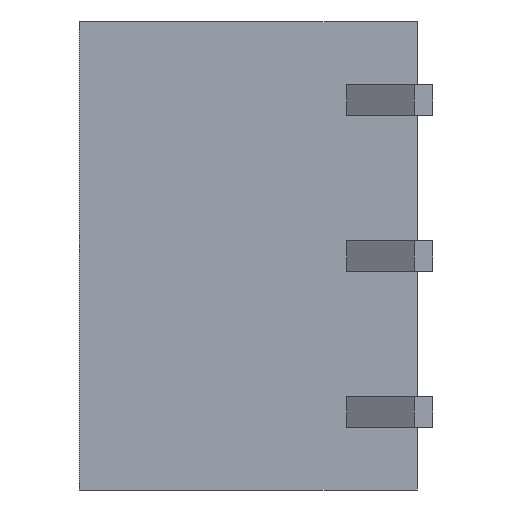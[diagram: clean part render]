
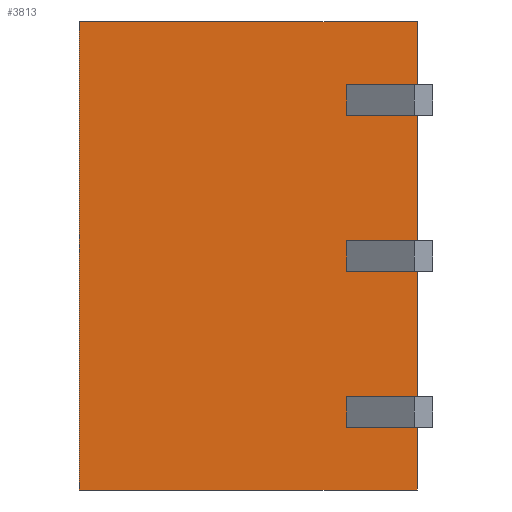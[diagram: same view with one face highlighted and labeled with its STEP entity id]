
A CAD part, left-side view. The second image highlights one B-rep face of the part: STEP entity #3813.
In plain terms, the highlighted planar face has unit normal (-1, 0, 0).
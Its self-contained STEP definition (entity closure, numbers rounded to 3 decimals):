
#25 = LINE ( 'NONE', #1085, #4176 ) ;
#37 = VERTEX_POINT ( 'NONE', #2304 ) ;
#65 = VECTOR ( 'NONE', #2471, 1000. ) ;
#76 = LINE ( 'NONE', #4711, #2231 ) ;
#103 = EDGE_CURVE ( 'NONE', #3810, #4872, #2980, .T. ) ;
#105 = CARTESIAN_POINT ( 'NONE',  ( -3.3, 5.5, -3.81 ) ) ;
#150 = ORIENTED_EDGE ( 'NONE', *, *, #3071, .F. ) ;
#181 = DIRECTION ( 'NONE',  ( 0., 0., 1. ) ) ;
#235 = EDGE_CURVE ( 'NONE', #4885, #3054, #2845, .T. ) ;
#242 = CARTESIAN_POINT ( 'NONE',  ( -3.3, 5.5, -3.81 ) ) ;
#255 = VECTOR ( 'NONE', #4123, 1000. ) ;
#289 = CARTESIAN_POINT ( 'NONE',  ( -3.3, 0.85, -3.81 ) ) ;
#300 = ORIENTED_EDGE ( 'NONE', *, *, #3006, .F. ) ;
#329 = ORIENTED_EDGE ( 'NONE', *, *, #463, .F. ) ;
#463 = EDGE_CURVE ( 'NONE', #3230, #2761, #5166, .T. ) ;
#471 = CARTESIAN_POINT ( 'NONE',  ( -3.3, 1.15, -3.81 ) ) ;
#499 = LINE ( 'NONE', #2773, #4088 ) ;
#508 = VERTEX_POINT ( 'NONE', #997 ) ;
#525 = VERTEX_POINT ( 'NONE', #4538 ) ;
#586 = VERTEX_POINT ( 'NONE', #2465 ) ;
#602 = EDGE_LOOP ( 'NONE', ( #4735, #662, #3923, #2589 ) ) ;
#635 = LINE ( 'NONE', #242, #3039 ) ;
#662 = ORIENTED_EDGE ( 'NONE', *, *, #2270, .F. ) ;
#694 = LINE ( 'NONE', #4534, #818 ) ;
#699 = LINE ( 'NONE', #3338, #255 ) ;
#778 = VECTOR ( 'NONE', #2309, 1000. ) ;
#785 = ORIENTED_EDGE ( 'NONE', *, *, #4806, .T. ) ;
#818 = VECTOR ( 'NONE', #1763, 1000. ) ;
#836 = ORIENTED_EDGE ( 'NONE', *, *, #1330, .F. ) ;
#991 = CARTESIAN_POINT ( 'NONE',  ( -3.3, 1.15, -2.79 ) ) ;
#997 = CARTESIAN_POINT ( 'NONE',  ( -3.3, 1.15, -0.25 ) ) ;
#1033 = LINE ( 'NONE', #4428, #4488 ) ;
#1068 = LINE ( 'NONE', #4118, #3968 ) ;
#1085 = CARTESIAN_POINT ( 'NONE',  ( -3.3, 1.15, -3.81 ) ) ;
#1135 = CARTESIAN_POINT ( 'NONE',  ( -3.3, 0., -3.81 ) ) ;
#1148 = VECTOR ( 'NONE', #2759, 1000. ) ;
#1229 = ORIENTED_EDGE ( 'NONE', *, *, #235, .F. ) ;
#1330 = EDGE_CURVE ( 'NONE', #4110, #2871, #635, .T. ) ;
#1429 = VERTEX_POINT ( 'NONE', #5152 ) ;
#1469 = VECTOR ( 'NONE', #1974, 1000. ) ;
#1476 = LINE ( 'NONE', #3520, #1148 ) ;
#1499 = CARTESIAN_POINT ( 'NONE',  ( -3.3, 5.5, 2.79 ) ) ;
#1531 = LINE ( 'NONE', #289, #1469 ) ;
#1763 = DIRECTION ( 'NONE',  ( 0., -1., 0. ) ) ;
#1827 = VERTEX_POINT ( 'NONE', #2874 ) ;
#1844 = VECTOR ( 'NONE', #4667, 1000. ) ;
#1960 = EDGE_CURVE ( 'NONE', #508, #1429, #499, .T. ) ;
#1974 = DIRECTION ( 'NONE',  ( 0., 0., 1. ) ) ;
#2021 = CARTESIAN_POINT ( 'NONE',  ( -3.3, 5.5, -3.81 ) ) ;
#2052 = EDGE_LOOP ( 'NONE', ( #150, #4073, #2362, #4665 ) ) ;
#2081 = DIRECTION ( 'NONE',  ( 0., 0., 1. ) ) ;
#2109 = DIRECTION ( 'NONE',  ( 1., 0., 0. ) ) ;
#2125 = LINE ( 'NONE', #4206, #4184 ) ;
#2231 = VECTOR ( 'NONE', #2370, 1000. ) ;
#2261 = ORIENTED_EDGE ( 'NONE', *, *, #3612, .F. ) ;
#2270 = EDGE_CURVE ( 'NONE', #4872, #508, #4212, .T. ) ;
#2272 = CARTESIAN_POINT ( 'NONE',  ( -3.3, 0.85, 2.79 ) ) ;
#2304 = CARTESIAN_POINT ( 'NONE',  ( -3.3, 0.85, -2.79 ) ) ;
#2309 = DIRECTION ( 'NONE',  ( 0., 1., 0. ) ) ;
#2362 = ORIENTED_EDGE ( 'NONE', *, *, #2508, .F. ) ;
#2370 = DIRECTION ( 'NONE',  ( 0., 0., 1. ) ) ;
#2465 = CARTESIAN_POINT ( 'NONE',  ( -3.3, 5.5, 3.81 ) ) ;
#2471 = DIRECTION ( 'NONE',  ( 0., 0., -1. ) ) ;
#2508 = EDGE_CURVE ( 'NONE', #4736, #1827, #3096, .T. ) ;
#2513 = CARTESIAN_POINT ( 'NONE',  ( -3.3, 1.15, 2.29 ) ) ;
#2520 = CARTESIAN_POINT ( 'NONE',  ( -3.3, 0.85, 0.25 ) ) ;
#2539 = VERTEX_POINT ( 'NONE', #991 ) ;
#2589 = ORIENTED_EDGE ( 'NONE', *, *, #4602, .F. ) ;
#2607 = VECTOR ( 'NONE', #4562, 1000. ) ;
#2620 = EDGE_CURVE ( 'NONE', #2871, #586, #76, .T. ) ;
#2753 = DIRECTION ( 'NONE',  ( 0., 1., 0. ) ) ;
#2759 = DIRECTION ( 'NONE',  ( 0., 0., -1. ) ) ;
#2761 = VERTEX_POINT ( 'NONE', #4399 ) ;
#2773 = CARTESIAN_POINT ( 'NONE',  ( -3.3, 5.5, -0.25 ) ) ;
#2790 = FACE_BOUND ( 'NONE', #602, .T. ) ;
#2845 = LINE ( 'NONE', #4540, #2607 ) ;
#2871 = VERTEX_POINT ( 'NONE', #2021 ) ;
#2874 = CARTESIAN_POINT ( 'NONE',  ( -3.3, 1.15, -2.29 ) ) ;
#2904 = DIRECTION ( 'NONE',  ( 0., 0., -1. ) ) ;
#2915 = DIRECTION ( 'NONE',  ( 0., 1., 0. ) ) ;
#2980 = LINE ( 'NONE', #4715, #3484 ) ;
#3006 = EDGE_CURVE ( 'NONE', #3054, #3230, #1068, .T. ) ;
#3039 = VECTOR ( 'NONE', #4639, 1000. ) ;
#3054 = VERTEX_POINT ( 'NONE', #3747 ) ;
#3071 = EDGE_CURVE ( 'NONE', #2539, #37, #694, .T. ) ;
#3096 = LINE ( 'NONE', #5000, #1844 ) ;
#3184 = EDGE_LOOP ( 'NONE', ( #785, #4397, #836, #5177 ) ) ;
#3230 = VERTEX_POINT ( 'NONE', #2272 ) ;
#3286 = PLANE ( 'NONE',  #3637 ) ;
#3338 = CARTESIAN_POINT ( 'NONE',  ( -3.3, 0., 0. ) ) ;
#3411 = EDGE_LOOP ( 'NONE', ( #1229, #2261, #329, #300 ) ) ;
#3484 = VECTOR ( 'NONE', #2753, 1000. ) ;
#3520 = CARTESIAN_POINT ( 'NONE',  ( -3.3, 1.15, -3.81 ) ) ;
#3543 = DIRECTION ( 'NONE',  ( 0., 0., -1. ) ) ;
#3612 = EDGE_CURVE ( 'NONE', #2761, #4885, #25, .T. ) ;
#3637 = AXIS2_PLACEMENT_3D ( 'NONE', #105, #2109, #2904 ) ;
#3693 = CARTESIAN_POINT ( 'NONE',  ( -3.3, 1.15, 0.25 ) ) ;
#3747 = CARTESIAN_POINT ( 'NONE',  ( -3.3, 0.85, 2.29 ) ) ;
#3810 = VERTEX_POINT ( 'NONE', #2520 ) ;
#3813 = ADVANCED_FACE ( 'NONE', ( #4850, #5156, #2790, #4977 ), #3286, .F. ) ;
#3923 = ORIENTED_EDGE ( 'NONE', *, *, #103, .F. ) ;
#3968 = VECTOR ( 'NONE', #2081, 1000. ) ;
#4073 = ORIENTED_EDGE ( 'NONE', *, *, #4149, .F. ) ;
#4088 = VECTOR ( 'NONE', #5194, 1000. ) ;
#4110 = VERTEX_POINT ( 'NONE', #1135 ) ;
#4118 = CARTESIAN_POINT ( 'NONE',  ( -3.3, 0.85, -3.81 ) ) ;
#4123 = DIRECTION ( 'NONE',  ( 0., 0., 1. ) ) ;
#4149 = EDGE_CURVE ( 'NONE', #1827, #2539, #1476, .T. ) ;
#4176 = VECTOR ( 'NONE', #3543, 1000. ) ;
#4184 = VECTOR ( 'NONE', #181, 1000. ) ;
#4206 = CARTESIAN_POINT ( 'NONE',  ( -3.3, 0.85, -3.81 ) ) ;
#4212 = LINE ( 'NONE', #471, #65 ) ;
#4242 = EDGE_CURVE ( 'NONE', #4110, #525, #699, .T. ) ;
#4351 = CARTESIAN_POINT ( 'NONE',  ( -3.3, 0.85, -2.29 ) ) ;
#4397 = ORIENTED_EDGE ( 'NONE', *, *, #2620, .F. ) ;
#4399 = CARTESIAN_POINT ( 'NONE',  ( -3.3, 1.15, 2.79 ) ) ;
#4428 = CARTESIAN_POINT ( 'NONE',  ( -3.3, 5.5, 3.81 ) ) ;
#4488 = VECTOR ( 'NONE', #2915, 1000. ) ;
#4534 = CARTESIAN_POINT ( 'NONE',  ( -3.3, 5.5, -2.79 ) ) ;
#4538 = CARTESIAN_POINT ( 'NONE',  ( -3.3, 0., 3.81 ) ) ;
#4540 = CARTESIAN_POINT ( 'NONE',  ( -3.3, 5.5, 2.29 ) ) ;
#4562 = DIRECTION ( 'NONE',  ( 0., -1., 0. ) ) ;
#4602 = EDGE_CURVE ( 'NONE', #1429, #3810, #1531, .T. ) ;
#4639 = DIRECTION ( 'NONE',  ( 0., 1., 0. ) ) ;
#4665 = ORIENTED_EDGE ( 'NONE', *, *, #4966, .F. ) ;
#4667 = DIRECTION ( 'NONE',  ( 0., 1., 0. ) ) ;
#4711 = CARTESIAN_POINT ( 'NONE',  ( -3.3, 5.5, 0. ) ) ;
#4715 = CARTESIAN_POINT ( 'NONE',  ( -3.3, 5.5, 0.25 ) ) ;
#4735 = ORIENTED_EDGE ( 'NONE', *, *, #1960, .F. ) ;
#4736 = VERTEX_POINT ( 'NONE', #4351 ) ;
#4806 = EDGE_CURVE ( 'NONE', #525, #586, #1033, .T. ) ;
#4850 = FACE_OUTER_BOUND ( 'NONE', #3184, .T. ) ;
#4872 = VERTEX_POINT ( 'NONE', #3693 ) ;
#4885 = VERTEX_POINT ( 'NONE', #2513 ) ;
#4966 = EDGE_CURVE ( 'NONE', #37, #4736, #2125, .T. ) ;
#4977 = FACE_BOUND ( 'NONE', #2052, .T. ) ;
#5000 = CARTESIAN_POINT ( 'NONE',  ( -3.3, 5.5, -2.29 ) ) ;
#5152 = CARTESIAN_POINT ( 'NONE',  ( -3.3, 0.85, -0.25 ) ) ;
#5156 = FACE_BOUND ( 'NONE', #3411, .T. ) ;
#5166 = LINE ( 'NONE', #1499, #778 ) ;
#5177 = ORIENTED_EDGE ( 'NONE', *, *, #4242, .T. ) ;
#5194 = DIRECTION ( 'NONE',  ( 0., -1., 0. ) ) ;
